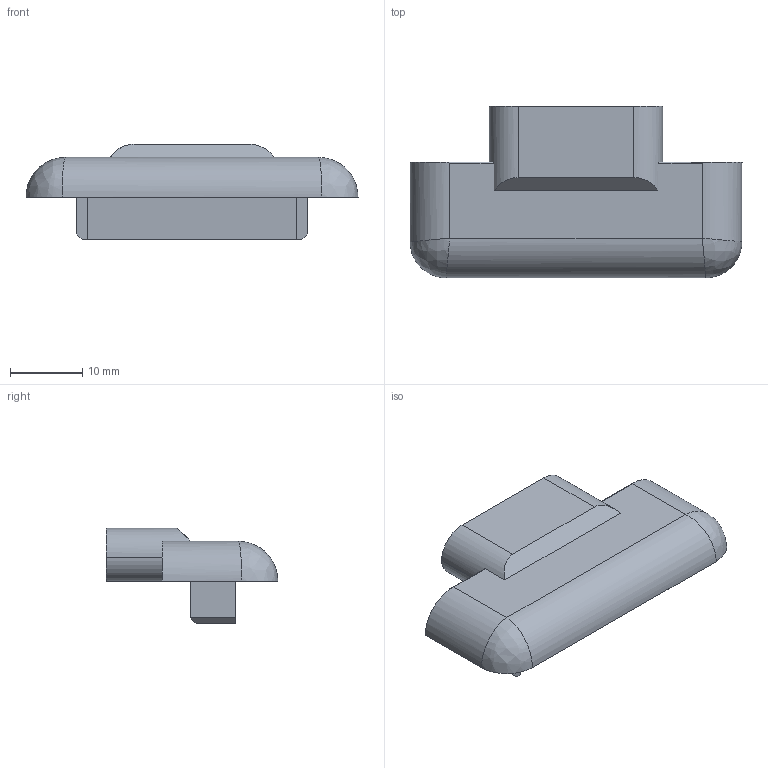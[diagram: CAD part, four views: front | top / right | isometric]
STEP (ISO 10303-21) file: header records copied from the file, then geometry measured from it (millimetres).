
FILE_DESCRIPTION(('STEP AP214'),'1');
FILE_NAME('head_adapter_lego_back.5.stp','2023-02-07T11:48:38',(' '),(' '),'Spatial InterOp 3D',' ',' ');
FILE_SCHEMA(('AUTOMOTIVE_DESIGN { 1 0 10303 214 1 1 1 1 }'));
Length unit declared in the file: metre
Products named in the file (2): head_adapter_lego_back.5
Assembly tree (1 placements, depth 2):
  head_adapter_lego_back.5
    head_adapter_lego_back.5
Bounding box: 46 x 23.79 x 13.2 mm (x, y, z)
Volume: 3870.8 mm3; surface area: 3639.6 mm2
Topology: 1 solids, 2 shells, 708 faces, 1758 edges, 1058 vertices
Faces by surface type: plane 689, cylinder 17, bspline 2
Entity records: 26025 total; most frequent: CARTESIAN_POINT 3888, ORIENTED_EDGE 3516, DIRECTION 3108, EDGE_CURVE 1760, LINE 1612, VECTOR 1612, VERTEX_POINT 1062, AXIS2_PLACEMENT_3D 748
